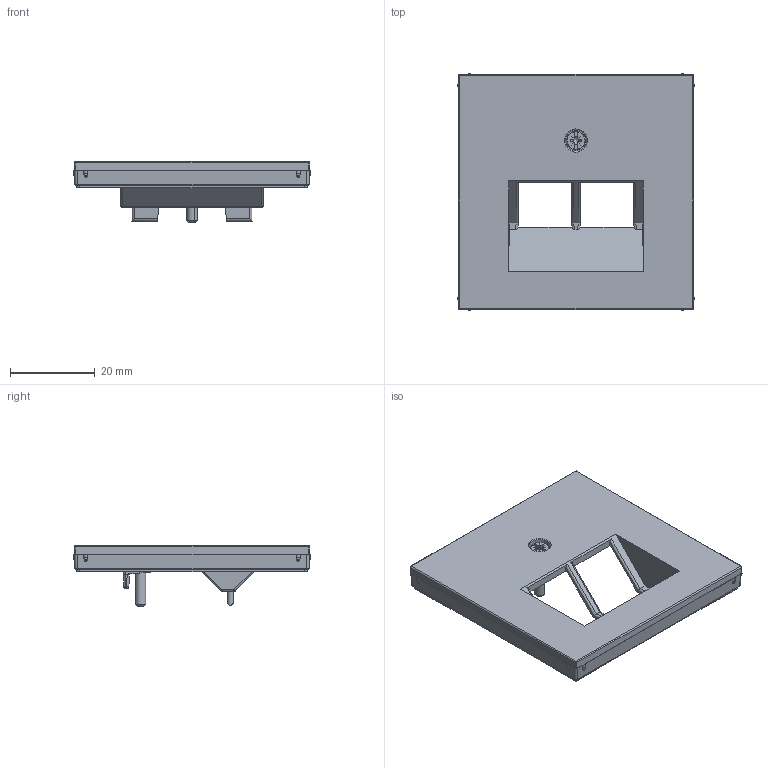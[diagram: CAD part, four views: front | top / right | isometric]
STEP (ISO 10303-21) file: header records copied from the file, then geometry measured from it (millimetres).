
FILE_DESCRIPTION((''),'2;1');
FILE_NAME('WAF1108_GEN_ASM','2025-03-19T08:35:23',('andolfs'),(''),'CREO PARAMETRIC BY PTC INC, 2023154','CREO PARAMETRIC BY PTC INC, 2023154','');
FILE_SCHEMA(('CONFIG_CONTROL_DESIGN','SHAPE_APPEARANCE_LAYERS_GROUPS'));
Length unit declared in the file: millimetre
Products named in the file (4): W4G0126_18; W1A2293_GEN; 9002573000; WAF1108_GEN_ASM
Assembly tree (3 placements, depth 2):
  WAF1108_GEN_ASM
    W4G0126_18
    W1A2293_GEN
    9002573000
Bounding box: 55.9 x 55.9 x 14.3 mm (x, y, z)
Volume: 7519.1 mm3; surface area: 9033.6 mm2
Topology: 2 solids, 2 shells, 1113 faces, 3082 edges, 2015 vertices
Faces by surface type: plane 826, cylinder 132, extrusion 87, bspline 20, sphere 16, cone 16, torus 16
Entity records: 45587 total; most frequent: CARTESIAN_POINT 9794, ORIENTED_EDGE 6160, DIRECTION 5035, EDGE_CURVE 3080, VECTOR 2577, LINE 2490, VERTEX_POINT 2015, AXIS2_PLACEMENT_3D 1229
